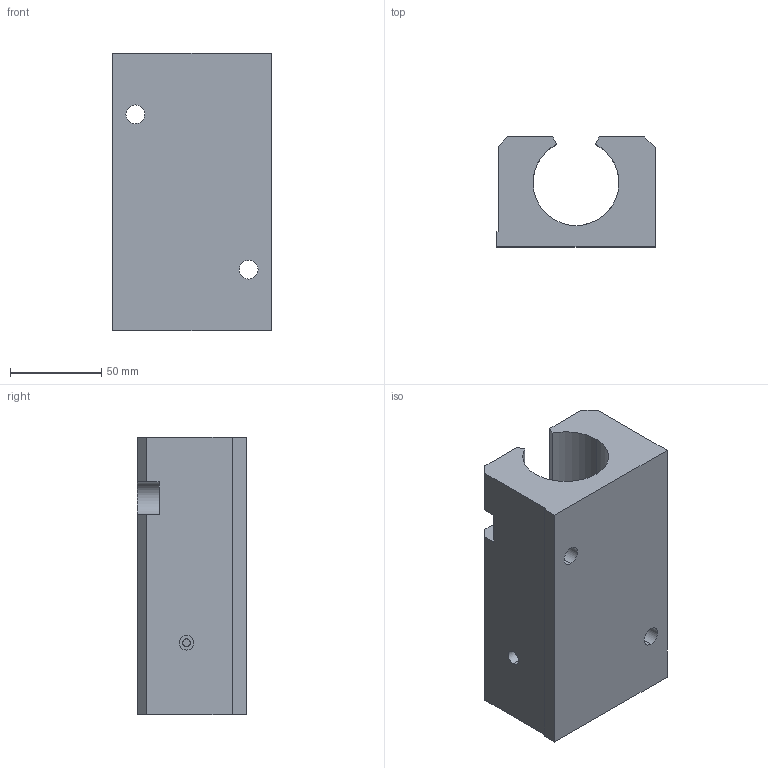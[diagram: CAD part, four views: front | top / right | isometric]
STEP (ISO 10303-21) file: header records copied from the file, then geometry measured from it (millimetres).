
FILE_DESCRIPTION (( 'STEP AP214' ), '1' );
FILE_NAME ('KTGO87-30.step', '2021-11-27T11:55:28', ( '' ), ( '' ), 'SwSTEP 2.0', 'SolidWorks 2021', '' );
FILE_SCHEMA (( 'AUTOMOTIVE_DESIGN' ));
Length unit declared in the file: millimetre
Products named in the file (1): KTGO87-30
Bounding box: 87 x 60 x 152 mm (x, y, z)
Volume: 490487.1 mm3; surface area: 71935.9 mm2
Topology: 1 solids, 1 shells, 46 faces, 128 edges, 84 vertices
Faces by surface type: plane 23, cylinder 21, cone 2
Entity records: 1794 total; most frequent: CARTESIAN_POINT 433, ORIENTED_EDGE 256, DIRECTION 248, EDGE_CURVE 128, VERTEX_POINT 84, AXIS2_PLACEMENT_3D 83, LINE 82, VECTOR 82
